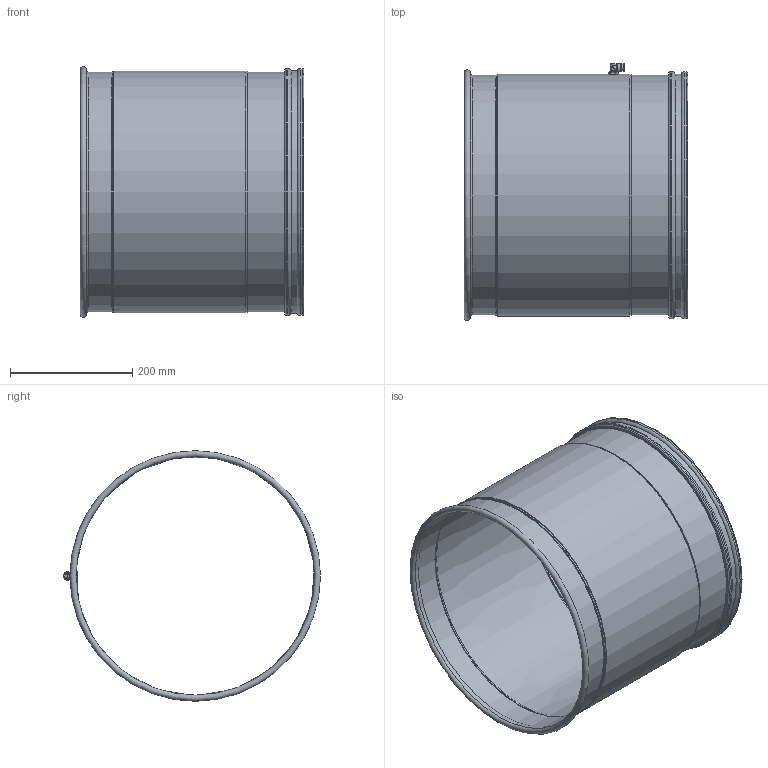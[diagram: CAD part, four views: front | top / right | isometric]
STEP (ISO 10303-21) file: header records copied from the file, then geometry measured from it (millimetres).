
FILE_DESCRIPTION(/* description */ (''),/* implementation_level */ '2;1');
FILE_NAME(/* name */ '3ebdd0d4-0a81-456d-8850-7f1ef7f6f5b4.stp',/* time_stamp */ '2021-07-15T02:39:48+00:00',/* author */ (''),/* organization */ (''),/* preprocessor_version */ 'ST-DEVELOPER v18.1',/* originating_system */ 'Autodesk Translation Framework v10.9.0.1377',/* authorisation */ '');
FILE_SCHEMA (('AUTOMOTIVE_DESIGN { 1 0 10303 214 3 1 1 }'));
Length unit declared in the file: millimetre
Products named in the file (3): 400mm Bulk Bag Loader; KQB2L08-02S; 400 bulk bag loader
Assembly tree (2 placements, depth 2):
  400mm Bulk Bag Loader
    KQB2L08-02S
    400 bulk bag loader
Bounding box: 365.9 x 420.44 x 410 mm (x, y, z)
Volume: 1813110.8 mm3; surface area: 2484208.2 mm2
Topology: 6 solids, 8 shells, 94 faces, 199 edges, 121 vertices
Faces by surface type: plane 28, cylinder 27, torus 26, cone 11, sphere 2
Full cylindrical faces by diameter (mm): 4 x1, 8.1 x2, 11 x1, 12 x1, 13.4 x2, 390 x3, 390.692 x1, 392 x1, 392.538 x1, 395.538 x1, 404 x4
Entity records: 2735 total; most frequent: CARTESIAN_POINT 510, DIRECTION 503, ORIENTED_EDGE 398, AXIS2_PLACEMENT_3D 216, EDGE_CURVE 199, VERTEX_POINT 121, CIRCLE 117, EDGE_LOOP 110
